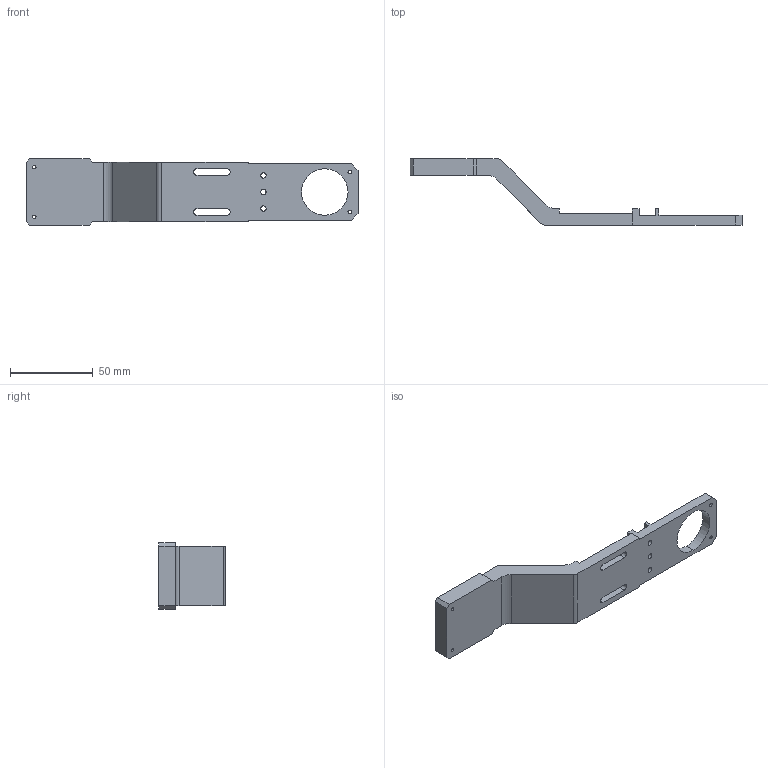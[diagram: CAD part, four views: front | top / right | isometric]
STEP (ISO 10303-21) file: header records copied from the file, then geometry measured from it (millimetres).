
FILE_DESCRIPTION (( 'STEP AP214' ), '1' );
FILE_NAME ('サンプル_7月_ガイド_2.STEP', '2025-07-24T07:48:13', ( '' ), ( '' ), 'SwSTEP 2.0', 'SolidWorks 2025', '' );
FILE_SCHEMA (( 'AUTOMOTIVE_DESIGN' ));
Length unit declared in the file: millimetre
Products named in the file (1): サンプル_7月_ガイド_2
Bounding box: 200 x 40 x 40 mm (x, y, z)
Volume: 58601.8 mm3; surface area: 19928.1 mm2
Topology: 1 solids, 1 shells, 60 faces, 172 edges, 114 vertices
Faces by surface type: plane 36, cylinder 24
Entity records: 2185 total; most frequent: CARTESIAN_POINT 347, ORIENTED_EDGE 344, DIRECTION 342, EDGE_CURVE 172, VECTOR 124, LINE 124, VERTEX_POINT 114, AXIS2_PLACEMENT_3D 109
